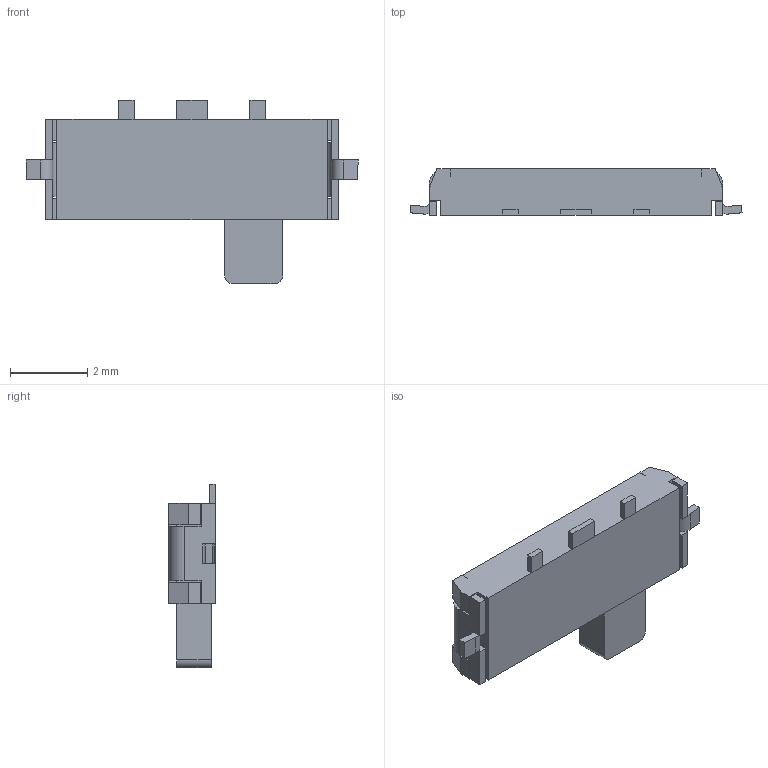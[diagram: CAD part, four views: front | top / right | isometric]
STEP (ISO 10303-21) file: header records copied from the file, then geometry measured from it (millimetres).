
FILE_DESCRIPTION (( 'STEP AP214' ), '1' );
FILE_NAME ('JSX08001SAQNL.STEP', '2020-03-08T19:03:49', ( '' ), ( '' ), 'SwSTEP 2.0', 'SolidWorks 2018', '' );
FILE_SCHEMA (( 'AUTOMOTIVE_DESIGN' ));
Length unit declared in the file: millimetre
Products named in the file (1): JSX08001SAQNL
Bounding box: 8.59 x 1.2 x 4.74 mm (x, y, z)
Surface area: 131.9 mm2 (no closed solid volume)
Topology: 0 solids, 1 shells, 152 faces, 445 edges, 286 vertices
Faces by surface type: plane 125, cylinder 24, bspline 3
Entity records: 5489 total; most frequent: CARTESIAN_POINT 1138, ORIENTED_EDGE 868, DIRECTION 730, EDGE_CURVE 444, VECTOR 384, LINE 384, VERTEX_POINT 286, AXIS2_PLACEMENT_3D 173
